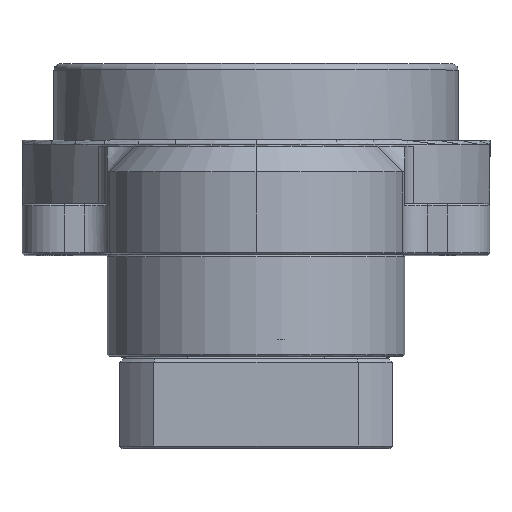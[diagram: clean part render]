
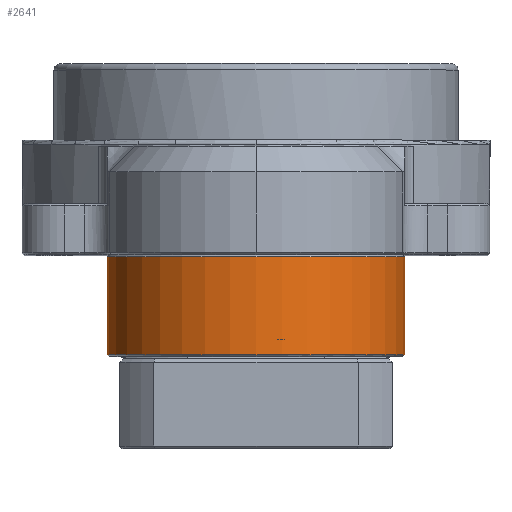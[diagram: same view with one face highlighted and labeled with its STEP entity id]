
A CAD part, top view. The second image highlights one B-rep face of the part: STEP entity #2641.
In plain terms, the highlighted cylindrical face has radius 35 mm (diameter 70 mm), a partial arc.
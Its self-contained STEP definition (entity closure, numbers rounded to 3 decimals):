
#894 = VECTOR ( 'NONE', #21760, 1000. ) ;
#897 = CARTESIAN_POINT ( 'NONE',  ( -35., -23.5, 54. ) ) ;
#1388 = DIRECTION ( 'NONE',  ( 0., -1., 0. ) ) ;
#1923 = CARTESIAN_POINT ( 'NONE',  ( 35., -0.5, 54. ) ) ;
#2641 = ADVANCED_FACE ( 'NONE', ( #6256 ), #13019, .T. ) ;
#3400 = VERTEX_POINT ( 'NONE', #897 ) ;
#4167 = ORIENTED_EDGE ( 'NONE', *, *, #15257, .T. ) ;
#4443 = CARTESIAN_POINT ( 'NONE',  ( 35., -23.5, 54. ) ) ;
#4529 = DIRECTION ( 'NONE',  ( 0., -1., 0. ) ) ;
#4677 = DIRECTION ( 'NONE',  ( 0., -1., 0. ) ) ;
#6170 = CARTESIAN_POINT ( 'NONE',  ( 0., -23.5, 54. ) ) ;
#6256 = FACE_OUTER_BOUND ( 'NONE', #18151, .T. ) ;
#6767 = ORIENTED_EDGE ( 'NONE', *, *, #8743, .T. ) ;
#8004 = EDGE_CURVE ( 'NONE', #16305, #3400, #8424, .T. ) ;
#8315 = CARTESIAN_POINT ( 'NONE',  ( -35., -0.5, 54. ) ) ;
#8424 = LINE ( 'NONE', #15067, #894 ) ;
#8527 = ORIENTED_EDGE ( 'NONE', *, *, #18028, .F. ) ;
#8743 = EDGE_CURVE ( 'NONE', #3400, #15837, #16727, .T. ) ;
#8755 = AXIS2_PLACEMENT_3D ( 'NONE', #19817, #4677, #11534 ) ;
#10032 = LINE ( 'NONE', #16686, #11028 ) ;
#11028 = VECTOR ( 'NONE', #1388, 1000. ) ;
#11402 = DIRECTION ( 'NONE',  ( -1., 0., 0. ) ) ;
#11529 = CIRCLE ( 'NONE', #8755, 35. ) ;
#11534 = DIRECTION ( 'NONE',  ( 1., 0., 0. ) ) ;
#11928 = ORIENTED_EDGE ( 'NONE', *, *, #8004, .T. ) ;
#12945 = DIRECTION ( 'NONE',  ( 0., 1., 0. ) ) ;
#13019 = CYLINDRICAL_SURFACE ( 'NONE', #20140, 35. ) ;
#15067 = CARTESIAN_POINT ( 'NONE',  ( -35., -24., 54. ) ) ;
#15257 = EDGE_CURVE ( 'NONE', #18597, #16305, #11529, .T. ) ;
#15837 = VERTEX_POINT ( 'NONE', #4443 ) ;
#16305 = VERTEX_POINT ( 'NONE', #8315 ) ;
#16686 = CARTESIAN_POINT ( 'NONE',  ( 35., -24., 54. ) ) ;
#16708 = AXIS2_PLACEMENT_3D ( 'NONE', #6170, #12945, #19604 ) ;
#16727 = CIRCLE ( 'NONE', #16708, 35. ) ;
#18028 = EDGE_CURVE ( 'NONE', #18597, #15837, #10032, .T. ) ;
#18151 = EDGE_LOOP ( 'NONE', ( #8527, #4167, #11928, #6767 ) ) ;
#18597 = VERTEX_POINT ( 'NONE', #1923 ) ;
#19604 = DIRECTION ( 'NONE',  ( -1., 0., 0. ) ) ;
#19684 = CARTESIAN_POINT ( 'NONE',  ( 0., -24., 54. ) ) ;
#19817 = CARTESIAN_POINT ( 'NONE',  ( 0., -0.5, 54. ) ) ;
#20140 = AXIS2_PLACEMENT_3D ( 'NONE', #19684, #4529, #11402 ) ;
#21760 = DIRECTION ( 'NONE',  ( 0., -1., 0. ) ) ;
